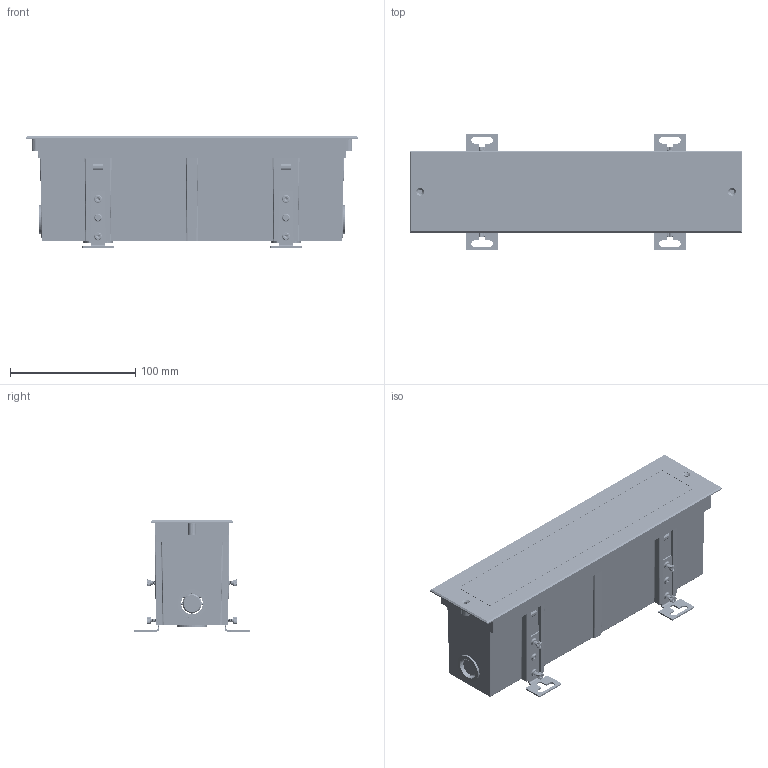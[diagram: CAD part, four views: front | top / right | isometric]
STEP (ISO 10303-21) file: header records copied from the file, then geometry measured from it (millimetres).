
FILE_DESCRIPTION((''),'2;1');
FILE_NAME('STRIPE-265H-AMBIENT_ASM','2022-02-17T07:47:38',('zd'),('Amoisonic Co.'),'CREO PARAMETRIC BY PTC INC, 2018260','CREO PARAMETRIC BY PTC INC, 2018260','');
FILE_SCHEMA(('CONFIG_CONTROL_DESIGN'));
Products named in the file (26): MB-2019-08-26; Q0955A-B; S1198; F0312; S1198_ASM; V0308; M03-04-YTN6JLD; M03-08-YZHTN6JLD; E0567; S1181-YMT-ZJ; M03-10-YZHTN6JLD; S1181-YMT-ZJ_ASM; E0567-ASM_ASM; E0634; ACTEC-MINIXXXMA-4W; E0634-ASM_ASM; Q0955A-ASM01_ASM; O0615A-B; G0488; F0425; O0615-ASM2_ASM; T1173-P1; PLH-2835-P1; T1173-T1234_ASM; W03-079; STRIPE-265H-AMBIENT_ASM
Assembly tree (81 placements, depth 5):
  STRIPE-265H-AMBIENT_ASM
    MB-2019-08-26
    Q0955A-ASM01_ASM
      Q0955A-B
      S1198_ASM
        S1198
        F0312
      V0308  x4
      M03-04-YTN6JLD  x4
      M03-08-YZHTN6JLD  x8
      E0567-ASM_ASM
        E0567
        S1181-YMT-ZJ_ASM  x4
          S1181-YMT-ZJ
          M03-10-YZHTN6JLD
      E0634-ASM_ASM
        E0634
        S1198_ASM  x2
          S1198
          F0312
        M03-04-YTN6JLD  x2
        ACTEC-MINIXXXMA-4W
    O0615-ASM2_ASM
      O0615A-B
      G0488
      F0425
    T1173-T1234_ASM
      T1173-P1
      PLH-2835-P1  x36
    W03-079
Bounding box: 265 x 92.59 x 88.99 mm (x, y, z)
Volume: 379300 mm3; surface area: 349608.7 mm2
Topology: 82 solids, 109 shells, 7074 faces, 17035 edges, 10254 vertices
Faces by surface type: plane 3565, cylinder 2001, torus 764, bspline 356, cone 226, extrusion 142, sphere 20
Entity records: 90922 total; most frequent: CARTESIAN_POINT 30391, ORIENTED_EDGE 12612, DIRECTION 11864, EDGE_CURVE 6360, VERTEX_POINT 4010, AXIS2_PLACEMENT_3D 3968, VECTOR 3928, LINE 3786
